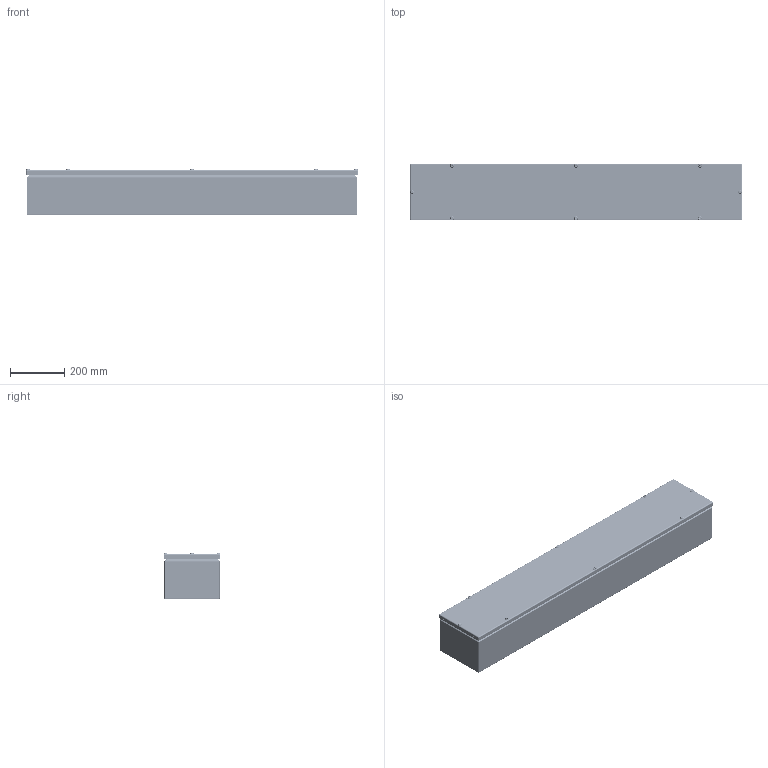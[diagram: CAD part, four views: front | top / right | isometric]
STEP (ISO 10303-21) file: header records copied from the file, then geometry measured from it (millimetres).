
FILE_DESCRIPTION(/* description */ ('1412T 8" x 48" x 6.312" Assembly'),/* implementation_level */ '2;1');
FILE_NAME(/* name */ '1412T4203.stp',/* time_stamp */ '2025-05-29T15:24:04-04:00',/* author */ ('BoxCad'),/* organization */ (''),/* preprocessor_version */ 'ST-DEVELOPER v20',/* originating_system */ 'Autodesk Inventor 2024',/* authorisation */ '');
FILE_SCHEMA (('AUTOMOTIVE_DESIGN { 1 0 10303 214 3 1 1 }'));
Products named in the file (30): 1412T4203; 1412T4203B; 1412T4203B-P; RIVET_NUT_M5_FH_OE; STUD_M6 x 18mm; STK-Q-08350; 1412T4203IP; 1412T4203IP-P; STK-Q-07220-1; STK-Q-07220-2; STK-Q-07220-3; STK-Q-07220-A; STK-Q-07220-B; STK-A-881BRC225-1; STK-A-881BRC225-2; STK-A-881BRC225-3; STK-Q-55200; STK-Q-55200-A; STK-Q-55200-B; STK-Q-55200-D; STK-Q-55200-C; STK-Q-67210; 1412T4203AK; STK-Q-03040; STK-Q-77290; 1412T4203C; 1412T4203C-P; 1412T4203G; STK-P-02400R; STANDOFF_M6 x 10mm
Assembly tree (66 placements, depth 4):
  1412T4203
    1412T4203B
      1412T4203B-P
      RIVET_NUT_M5_FH_OE  x8
      STUD_M6 x 18mm  x3
      STK-P-02400R
      STK-Q-08350
    1412T4203IP
      1412T4203IP-P
    STK-Q-07220-1
      STK-Q-07220-A
      STK-Q-07220-B
    STK-Q-07220-2
      STK-Q-07220-A
      STK-Q-07220-B
    STK-Q-07220-3
      STK-Q-07220-A
      STK-Q-07220-B
    STK-A-881BRC225-1
      STK-Q-55200
        STK-Q-55200-A
        STK-Q-55200-B  x6
        STK-Q-55200-D
        STK-Q-55200-C
      STK-Q-67210
    STK-A-881BRC225-2
      STK-Q-55200
        STK-Q-55200-A
        STK-Q-55200-B  x6
        STK-Q-55200-D
        STK-Q-55200-C
      STK-Q-67210
    STK-A-881BRC225-3
      STK-Q-55200
        STK-Q-55200-A
        STK-Q-55200-B  x6
        STK-Q-55200-D
        STK-Q-55200-C
      STK-Q-67210
    1412T4203AK
      STK-Q-03040  x8
      STK-Q-77290  x8
    1412T4203C
      1412T4203C-P
      1412T4203G
      STK-P-02400R
      STANDOFF_M6 x 10mm
Bounding box: 1225.2 x 209.2 x 169.6 mm (x, y, z)
Volume: 1809465.8 mm3; surface area: 2449333.5 mm2
Topology: 69 solids, 69 shells, 10557 faces, 26863 edges, 16443 vertices
Faces by surface type: plane 3640, cylinder 3210, bspline 1934, torus 1069, cone 353, sphere 351
Full cylindrical faces by diameter (mm): 0.75 x3, 0.762 x5, 0.9 x2, 3.5 x8, 4 x8, 4.9 x32, 5 x3, 5.029 x8, 5.03 x8, 5.1 x18, 5.9 x3, 6 x6, 6.1 x2, 6.731 x3, 6.8 x3, 7.024 x8, 7.036 x8, 7.366 x3, 7.747 x4, 7.976 x3, 8 x6, 9.398 x126, 9.5 x3, 9.9 x1, 10 x1, 14.529 x9, 15 x8, 15.748 x36
Entity records: 116676 total; most frequent: CARTESIAN_POINT 41843, ORIENTED_EDGE 16026, DIRECTION 14278, EDGE_CURVE 8013, VERTEX_POINT 4997, AXIS2_PLACEMENT_3D 4881, LINE 4516, VECTOR 4516
